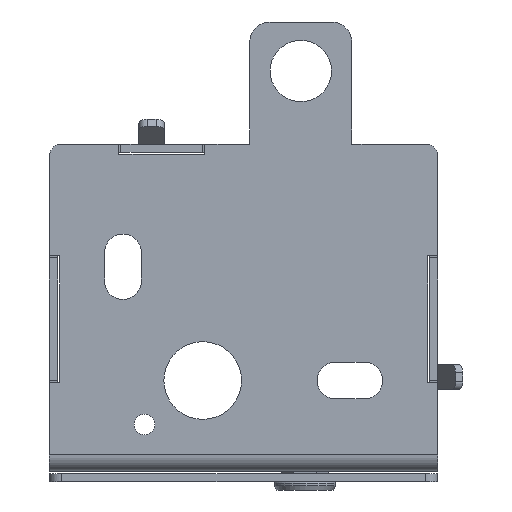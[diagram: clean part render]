
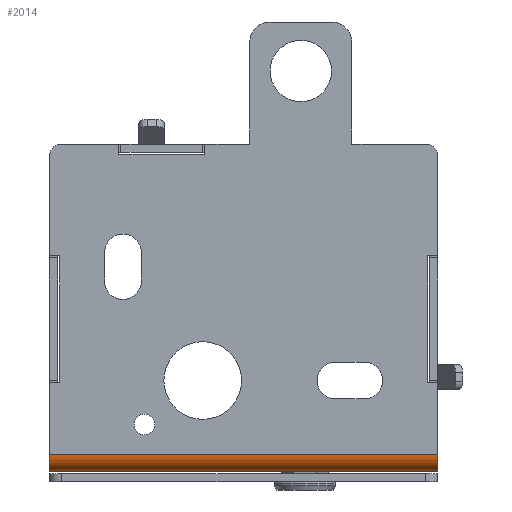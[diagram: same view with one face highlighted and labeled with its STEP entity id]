
A CAD part, front view. The second image highlights one B-rep face of the part: STEP entity #2014.
In plain terms, the highlighted cylindrical face has radius 4 mm (diameter 8 mm), a partial arc.
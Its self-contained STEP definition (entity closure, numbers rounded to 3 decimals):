
#67 = DIRECTION ( 'NONE',  ( -1., 0., 0. ) ) ;
#175 = VERTEX_POINT ( 'NONE', #16357 ) ;
#303 = DIRECTION ( 'NONE',  ( 0., 0., 1. ) ) ;
#1148 = AXIS2_PLACEMENT_3D ( 'NONE', #13992, #15420, #3181 ) ;
#1676 = VERTEX_POINT ( 'NONE', #6146 ) ;
#2014 = ADVANCED_FACE ( 'NONE', ( #8823 ), #11634, .T. ) ;
#2139 = AXIS2_PLACEMENT_3D ( 'NONE', #15873, #9006, #9366 ) ;
#2495 = EDGE_CURVE ( 'NONE', #17130, #1676, #10699, .T. ) ;
#3040 = EDGE_CURVE ( 'NONE', #175, #17130, #4118, .T. ) ;
#3181 = DIRECTION ( 'NONE',  ( 0., 0., 1. ) ) ;
#4080 = DIRECTION ( 'NONE',  ( 1., 0., 0. ) ) ;
#4118 = LINE ( 'NONE', #13639, #6842 ) ;
#4385 = VECTOR ( 'NONE', #67, 1000. ) ;
#5218 = LINE ( 'NONE', #17618, #4385 ) ;
#5484 = ORIENTED_EDGE ( 'NONE', *, *, #3040, .F. ) ;
#5778 = ORIENTED_EDGE ( 'NONE', *, *, #2495, .F. ) ;
#6146 = CARTESIAN_POINT ( 'NONE',  ( -47.5, 0., 43.53 ) ) ;
#6469 = AXIS2_PLACEMENT_3D ( 'NONE', #6998, #4080, #303 ) ;
#6761 = EDGE_CURVE ( 'NONE', #9923, #1676, #5218, .T. ) ;
#6842 = VECTOR ( 'NONE', #7848, 1000. ) ;
#6998 = CARTESIAN_POINT ( 'NONE',  ( 47.5, -4., 43.53 ) ) ;
#7072 = ORIENTED_EDGE ( 'NONE', *, *, #6761, .T. ) ;
#7848 = DIRECTION ( 'NONE',  ( -1., 0., 0. ) ) ;
#8823 = FACE_OUTER_BOUND ( 'NONE', #9840, .T. ) ;
#9006 = DIRECTION ( 'NONE',  ( -1., 0., 0. ) ) ;
#9366 = DIRECTION ( 'NONE',  ( 0., 0., 1. ) ) ;
#9446 = ORIENTED_EDGE ( 'NONE', *, *, #10249, .F. ) ;
#9840 = EDGE_LOOP ( 'NONE', ( #5778, #5484, #9446, #7072 ) ) ;
#9923 = VERTEX_POINT ( 'NONE', #12897 ) ;
#10249 = EDGE_CURVE ( 'NONE', #9923, #175, #13677, .T. ) ;
#10699 = CIRCLE ( 'NONE', #1148, 4. ) ;
#11634 = CYLINDRICAL_SURFACE ( 'NONE', #2139, 4. ) ;
#12897 = CARTESIAN_POINT ( 'NONE',  ( 47.5, 0., 43.53 ) ) ;
#13639 = CARTESIAN_POINT ( 'NONE',  ( 0., -4., 47.53 ) ) ;
#13677 = CIRCLE ( 'NONE', #6469, 4. ) ;
#13992 = CARTESIAN_POINT ( 'NONE',  ( -47.5, -4., 43.53 ) ) ;
#15420 = DIRECTION ( 'NONE',  ( -1., 0., 0. ) ) ;
#15873 = CARTESIAN_POINT ( 'NONE',  ( 95.142, -4., 43.53 ) ) ;
#16357 = CARTESIAN_POINT ( 'NONE',  ( 47.5, -4., 47.53 ) ) ;
#16629 = CARTESIAN_POINT ( 'NONE',  ( -47.5, -4., 47.53 ) ) ;
#17130 = VERTEX_POINT ( 'NONE', #16629 ) ;
#17618 = CARTESIAN_POINT ( 'NONE',  ( 0., 0., 43.53 ) ) ;
